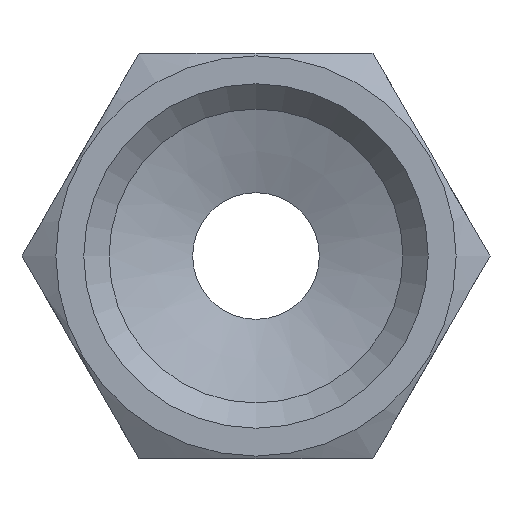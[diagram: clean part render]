
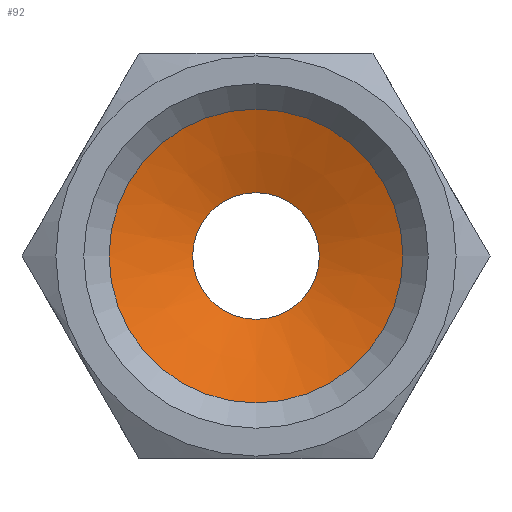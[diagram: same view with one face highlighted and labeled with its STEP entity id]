
A CAD part, front view. The second image highlights one B-rep face of the part: STEP entity #92.
In plain terms, the highlighted conical face has half-angle 70 degrees and reference radius 5.8 mm.
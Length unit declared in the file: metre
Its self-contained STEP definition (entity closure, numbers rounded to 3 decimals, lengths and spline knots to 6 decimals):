
#92 = ADVANCED_FACE( 'NONE', ( #198, #199 ), #200, .F. );
#198 = FACE_OUTER_BOUND( '', #303, .T. );
#199 = FACE_BOUND( '', #304, .T. );
#200 = CONICAL_SURFACE( '', #305, 0.0058, 1.222 );
#303 = EDGE_LOOP( '', ( #477 ) );
#304 = EDGE_LOOP( '', ( #478 ) );
#305 = AXIS2_PLACEMENT_3D( '', #479, #480, #481 );
#477 = ORIENTED_EDGE( '', *, *, #552, .T. );
#478 = ORIENTED_EDGE( '', *, *, #564, .T. );
#479 = CARTESIAN_POINT( '', ( 0., 0.0125, 0. ) );
#480 = DIRECTION( '', ( 0., -1., 0. ) );
#481 = DIRECTION( '', ( 0., 0., -1. ) );
#552 = EDGE_CURVE( 'NONE', #647, #647, #648, .T. );
#564 = EDGE_CURVE( 'NONE', #665, #665, #666, .T. );
#647 = VERTEX_POINT( '', #817 );
#648 = CIRCLE( '', #818, 0.0058 );
#665 = VERTEX_POINT( '', #867 );
#666 = CIRCLE( '', #868, 0.0025 );
#817 = CARTESIAN_POINT( '', ( 0., 0.0125, -0.0058 ) );
#818 = AXIS2_PLACEMENT_3D( '', #930, #931, #932 );
#867 = CARTESIAN_POINT( '', ( 0., 0.013701, -0.0025 ) );
#868 = AXIS2_PLACEMENT_3D( '', #939, #940, #941 );
#930 = CARTESIAN_POINT( '', ( 0., 0.0125, 0. ) );
#931 = DIRECTION( '', ( 0., -1., 0. ) );
#932 = DIRECTION( '', ( 0., 0., -1. ) );
#939 = CARTESIAN_POINT( '', ( 0., 0.013701, 0. ) );
#940 = DIRECTION( '', ( 0., 1., 0. ) );
#941 = DIRECTION( '', ( 0., 0., -1. ) );
